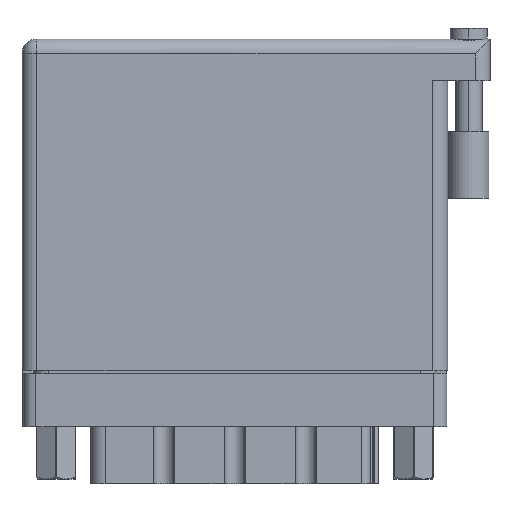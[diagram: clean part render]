
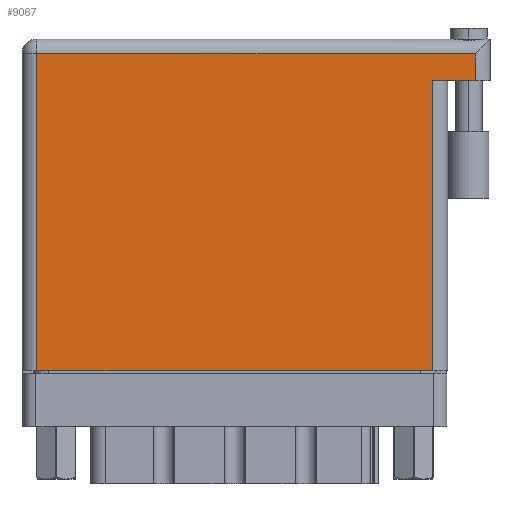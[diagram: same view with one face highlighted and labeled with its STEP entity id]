
A CAD part, front view. The second image highlights one B-rep face of the part: STEP entity #9067.
In plain terms, the highlighted face is planar.
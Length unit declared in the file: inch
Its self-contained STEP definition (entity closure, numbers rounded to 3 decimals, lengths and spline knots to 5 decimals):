
#426 = CARTESIAN_POINT ( 'NONE',  ( 2.138, 1.496, 0. ) ) ;
#2936 = DIRECTION ( 'NONE',  ( -1., 0., 0. ) ) ;
#4142 = ORIENTED_EDGE ( 'NONE', *, *, #18910, .T. ) ;
#5445 = DIRECTION ( 'NONE',  ( 0., 1., 0. ) ) ;
#6021 = DIRECTION ( 'NONE',  ( -1., 0., 0. ) ) ;
#6690 = CARTESIAN_POINT ( 'NONE',  ( 2.208, 1.369, 0. ) ) ;
#8315 = ORIENTED_EDGE ( 'NONE', *, *, #43215, .T. ) ;
#8343 = DIRECTION ( 'NONE',  ( 0., 0., -1. ) ) ;
#8474 = EDGE_CURVE ( 'NONE', #21750, #41747, #28603, .T. ) ;
#8659 = CARTESIAN_POINT ( 'NONE',  ( 1.938, 1.369, 0. ) ) ;
#8787 = CARTESIAN_POINT ( 'NONE',  ( 0., 0., 0. ) ) ;
#9067 = ADVANCED_FACE ( 'NONE', ( #15149 ), #15400, .F. ) ;
#10190 = VECTOR ( 'NONE', #11480, 39.37008 ) ;
#11480 = DIRECTION ( 'NONE',  ( 0., -1., 0. ) ) ;
#14231 = CARTESIAN_POINT ( 'NONE',  ( 2.138, 1.566, 0. ) ) ;
#15149 = FACE_OUTER_BOUND ( 'NONE', #21569, .T. ) ;
#15400 = PLANE ( 'NONE',  #19393 ) ;
#16128 = EDGE_CURVE ( 'NONE', #38457, #36765, #48653, .T. ) ;
#18730 = ORIENTED_EDGE ( 'NONE', *, *, #36436, .T. ) ;
#18910 = EDGE_CURVE ( 'NONE', #29245, #21750, #49673, .T. ) ;
#18994 = CARTESIAN_POINT ( 'NONE',  ( 0.07, 1.496, 0. ) ) ;
#19011 = DIRECTION ( 'NONE',  ( 0., 1., 0. ) ) ;
#19393 = AXIS2_PLACEMENT_3D ( 'NONE', #30704, #8343, #31441 ) ;
#21340 = LINE ( 'NONE', #36663, #49105 ) ;
#21569 = EDGE_LOOP ( 'NONE', ( #26149, #8315, #30180, #18730, #33510, #4142 ) ) ;
#21750 = VERTEX_POINT ( 'NONE', #40003 ) ;
#23855 = DIRECTION ( 'NONE',  ( 1., 0., 0. ) ) ;
#26149 = ORIENTED_EDGE ( 'NONE', *, *, #8474, .T. ) ;
#26437 = VECTOR ( 'NONE', #19011, 39.37008 ) ;
#28603 = LINE ( 'NONE', #8787, #45834 ) ;
#29040 = LINE ( 'NONE', #14231, #40665 ) ;
#29245 = VERTEX_POINT ( 'NONE', #18994 ) ;
#30180 = ORIENTED_EDGE ( 'NONE', *, *, #16128, .F. ) ;
#30549 = CARTESIAN_POINT ( 'NONE',  ( 1.938, 1.369, 0. ) ) ;
#30704 = CARTESIAN_POINT ( 'NONE',  ( 0., 1.566, 0. ) ) ;
#31441 = DIRECTION ( 'NONE',  ( -1., 0., 0. ) ) ;
#33510 = ORIENTED_EDGE ( 'NONE', *, *, #40430, .T. ) ;
#34810 = LINE ( 'NONE', #30549, #26437 ) ;
#36436 = EDGE_CURVE ( 'NONE', #38457, #47105, #29040, .T. ) ;
#36663 = CARTESIAN_POINT ( 'NONE',  ( 0., 1.496, 0. ) ) ;
#36765 = VERTEX_POINT ( 'NONE', #8659 ) ;
#38457 = VERTEX_POINT ( 'NONE', #40779 ) ;
#40003 = CARTESIAN_POINT ( 'NONE',  ( 0.07, 0., 0. ) ) ;
#40430 = EDGE_CURVE ( 'NONE', #47105, #29245, #21340, .T. ) ;
#40665 = VECTOR ( 'NONE', #5445, 39.37008 ) ;
#40779 = CARTESIAN_POINT ( 'NONE',  ( 2.138, 1.369, 0. ) ) ;
#41747 = VERTEX_POINT ( 'NONE', #47234 ) ;
#43215 = EDGE_CURVE ( 'NONE', #41747, #36765, #34810, .T. ) ;
#45834 = VECTOR ( 'NONE', #23855, 39.37008 ) ;
#46142 = CARTESIAN_POINT ( 'NONE',  ( 0.07, 0., 0. ) ) ;
#46221 = VECTOR ( 'NONE', #2936, 39.37008 ) ;
#47105 = VERTEX_POINT ( 'NONE', #426 ) ;
#47234 = CARTESIAN_POINT ( 'NONE',  ( 1.938, 0., 0. ) ) ;
#48653 = LINE ( 'NONE', #6690, #46221 ) ;
#49105 = VECTOR ( 'NONE', #6021, 39.37008 ) ;
#49673 = LINE ( 'NONE', #46142, #10190 ) ;
